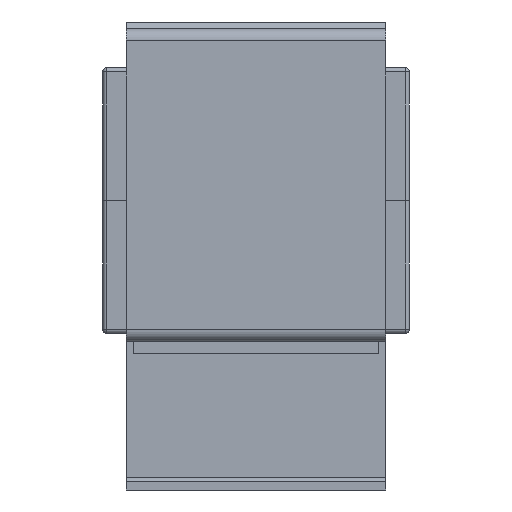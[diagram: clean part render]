
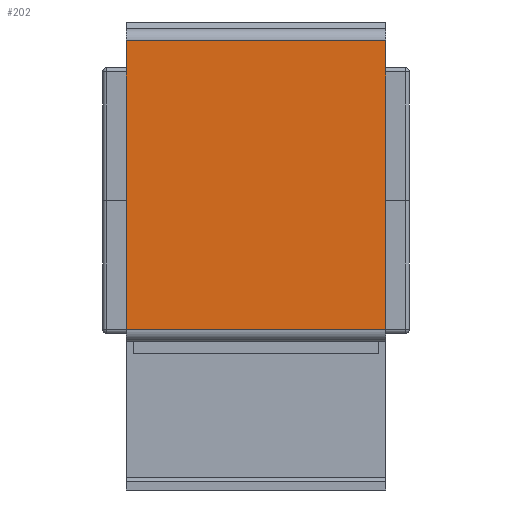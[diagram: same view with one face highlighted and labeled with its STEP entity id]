
A CAD part, left-side view. The second image highlights one B-rep face of the part: STEP entity #202.
In plain terms, the highlighted face is planar.
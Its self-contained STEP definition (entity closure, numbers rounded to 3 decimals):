
#202 = ADVANCED_FACE( '', ( #319 ), #320, .F. );
#319 = FACE_OUTER_BOUND( '', #417, .T. );
#320 = PLANE( '', #418 );
#417 = EDGE_LOOP( '', ( #695, #696, #697, #698 ) );
#418 = AXIS2_PLACEMENT_3D( '', #699, #700, #701 );
#695 = ORIENTED_EDGE( '', *, *, #902, .T. );
#696 = ORIENTED_EDGE( '', *, *, #904, .F. );
#697 = ORIENTED_EDGE( '', *, *, #871, .F. );
#698 = ORIENTED_EDGE( '', *, *, #890, .T. );
#699 = CARTESIAN_POINT( '', ( 4.138, -6.35, -7.054 ) );
#700 = DIRECTION( '', ( -1., 0., 0. ) );
#701 = DIRECTION( '', ( 0., 0., 1. ) );
#871 = EDGE_CURVE( '', #1011, #1013, #1014, .T. );
#890 = EDGE_CURVE( '', #1011, #1047, #1049, .T. );
#902 = EDGE_CURVE( '', #1047, #1068, #1070, .T. );
#904 = EDGE_CURVE( '', #1013, #1068, #1072, .T. );
#1011 = VERTEX_POINT( '', #1204 );
#1013 = VERTEX_POINT( '', #1206 );
#1014 = LINE( '', #1207, #1208 );
#1047 = VERTEX_POINT( '', #1252 );
#1049 = LINE( '', #1254, #1255 );
#1068 = VERTEX_POINT( '', #1281 );
#1070 = LINE( '', #1283, #1284 );
#1072 = LINE( '', #1287, #1288 );
#1204 = CARTESIAN_POINT( '', ( 4.138, -6.35, -7.054 ) );
#1206 = CARTESIAN_POINT( '', ( 4.138, -6.35, 7.054 ) );
#1207 = CARTESIAN_POINT( '', ( 4.138, -6.35, -7.054 ) );
#1208 = VECTOR( '', #1393, 1000. );
#1252 = CARTESIAN_POINT( '', ( 4.138, 6.35, -7.054 ) );
#1254 = CARTESIAN_POINT( '', ( 4.138, -6.35, -7.054 ) );
#1255 = VECTOR( '', #1426, 1000. );
#1281 = CARTESIAN_POINT( '', ( 4.138, 6.35, 7.054 ) );
#1283 = CARTESIAN_POINT( '', ( 4.138, 6.35, -7.054 ) );
#1284 = VECTOR( '', #1446, 1000. );
#1287 = CARTESIAN_POINT( '', ( 4.138, -6.35, 7.054 ) );
#1288 = VECTOR( '', #1448, 1000. );
#1393 = DIRECTION( '', ( 0., 0., 1. ) );
#1426 = DIRECTION( '', ( 0., 1., 0. ) );
#1446 = DIRECTION( '', ( 0., 0., 1. ) );
#1448 = DIRECTION( '', ( 0., 1., 0. ) );
